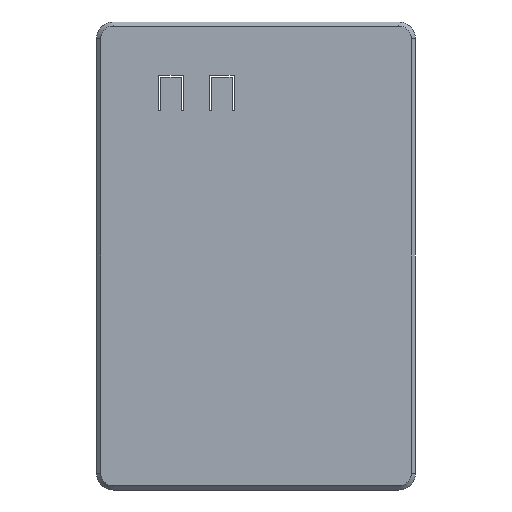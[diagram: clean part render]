
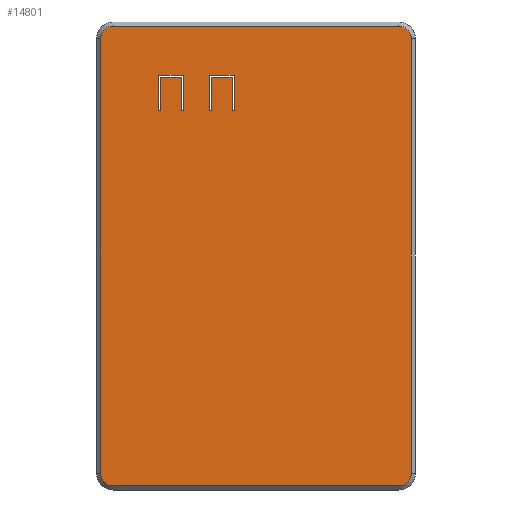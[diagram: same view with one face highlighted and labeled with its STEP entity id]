
A CAD part, front view. The second image highlights one B-rep face of the part: STEP entity #14801.
In plain terms, the highlighted planar face has unit normal (0, -1, 0).
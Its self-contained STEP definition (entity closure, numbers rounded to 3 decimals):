
#139=FACE_BOUND('',#2850,.T.);
#140=FACE_BOUND('',#2851,.T.);
#222=CIRCLE('',#15266,3.);
#224=CIRCLE('',#15270,3.);
#226=CIRCLE('',#15274,3.);
#228=CIRCLE('',#15278,3.);
#2031=FACE_OUTER_BOUND('',#2849,.T.);
#2849=EDGE_LOOP('',(#13621,#13622,#13623,#13624,#13625,#13626,#13627,#13628));
#2850=EDGE_LOOP('',(#13629,#13630,#13631,#13632,#13633,#13634,#13635,#13636));
#2851=EDGE_LOOP('',(#13637,#13638,#13639,#13640,#13641,#13642,#13643,#13644));
#3066=LINE('',#18674,#4458);
#3070=LINE('',#18682,#4462);
#3076=LINE('',#18694,#4468);
#3080=LINE('',#18702,#4472);
#3087=LINE('',#18717,#4479);
#3091=LINE('',#18725,#4483);
#3094=LINE('',#18731,#4486);
#3097=LINE('',#18736,#4489);
#3099=LINE('',#18738,#4491);
#3100=LINE('',#18740,#4492);
#3101=LINE('',#18744,#4493);
#3105=LINE('',#18752,#4497);
#3108=LINE('',#18757,#4500);
#3111=LINE('',#18762,#4503);
#3112=LINE('',#18764,#4504);
#3113=LINE('',#18766,#4505);
#4230=LINE('',#28147,#5622);
#4235=LINE('',#28159,#5627);
#4238=LINE('',#28168,#5630);
#4241=LINE('',#28179,#5633);
#4458=VECTOR('',#15672,10.);
#4462=VECTOR('',#15678,10.);
#4468=VECTOR('',#15686,10.);
#4472=VECTOR('',#15692,10.);
#4479=VECTOR('',#15709,10.);
#4483=VECTOR('',#15715,10.);
#4486=VECTOR('',#15720,10.);
#4489=VECTOR('',#15725,10.);
#4491=VECTOR('',#15727,10.);
#4492=VECTOR('',#15730,10.);
#4493=VECTOR('',#15733,10.);
#4497=VECTOR('',#15739,10.);
#4500=VECTOR('',#15744,10.);
#4503=VECTOR('',#15747,10.);
#4504=VECTOR('',#15750,10.);
#4505=VECTOR('',#15753,10.);
#5622=VECTOR('',#17554,10.);
#5627=VECTOR('',#17567,10.);
#5630=VECTOR('',#17578,10.);
#5633=VECTOR('',#17589,10.);
#5836=VERTEX_POINT('',#18671);
#5837=VERTEX_POINT('',#18673);
#5839=VERTEX_POINT('',#18679);
#5840=VERTEX_POINT('',#18681);
#5844=VERTEX_POINT('',#18691);
#5845=VERTEX_POINT('',#18693);
#5847=VERTEX_POINT('',#18699);
#5848=VERTEX_POINT('',#18701);
#5850=VERTEX_POINT('',#18715);
#5851=VERTEX_POINT('',#18716);
#5854=VERTEX_POINT('',#18724);
#5856=VERTEX_POINT('',#18730);
#5858=VERTEX_POINT('',#18742);
#5859=VERTEX_POINT('',#18743);
#5862=VERTEX_POINT('',#18751);
#5865=VERTEX_POINT('',#18760);
#7082=VERTEX_POINT('',#28144);
#7083=VERTEX_POINT('',#28146);
#7085=VERTEX_POINT('',#28153);
#7086=VERTEX_POINT('',#28157);
#7087=VERTEX_POINT('',#28162);
#7088=VERTEX_POINT('',#28166);
#7090=VERTEX_POINT('',#28172);
#7092=VERTEX_POINT('',#28177);
#7376=EDGE_CURVE('',#5837,#5836,#3066,.T.);
#7380=EDGE_CURVE('',#5840,#5839,#3070,.T.);
#7386=EDGE_CURVE('',#5845,#5844,#3076,.T.);
#7390=EDGE_CURVE('',#5848,#5847,#3080,.T.);
#7397=EDGE_CURVE('',#5850,#5851,#3087,.T.);
#7401=EDGE_CURVE('',#5851,#5854,#3091,.T.);
#7404=EDGE_CURVE('',#5854,#5856,#3094,.T.);
#7407=EDGE_CURVE('',#5856,#5845,#3097,.T.);
#7409=EDGE_CURVE('',#5847,#5850,#3099,.T.);
#7410=EDGE_CURVE('',#5844,#5848,#3100,.T.);
#7411=EDGE_CURVE('',#5858,#5859,#3101,.T.);
#7415=EDGE_CURVE('',#5859,#5862,#3105,.T.);
#7418=EDGE_CURVE('',#5862,#5837,#3108,.T.);
#7421=EDGE_CURVE('',#5839,#5865,#3111,.T.);
#7422=EDGE_CURVE('',#5836,#5840,#3112,.T.);
#7423=EDGE_CURVE('',#5865,#5858,#3113,.T.);
#9256=EDGE_CURVE('',#7082,#7083,#4230,.T.);
#9261=EDGE_CURVE('',#7085,#7082,#222,.T.);
#9263=EDGE_CURVE('',#7086,#7085,#4235,.T.);
#9266=EDGE_CURVE('',#7087,#7086,#224,.T.);
#9268=EDGE_CURVE('',#7088,#7087,#4238,.T.);
#9271=EDGE_CURVE('',#7090,#7088,#226,.T.);
#9273=EDGE_CURVE('',#7092,#7090,#4241,.T.);
#9276=EDGE_CURVE('',#7083,#7092,#228,.T.);
#13621=ORIENTED_EDGE('',*,*,#9256,.F.);
#13622=ORIENTED_EDGE('',*,*,#9261,.F.);
#13623=ORIENTED_EDGE('',*,*,#9263,.F.);
#13624=ORIENTED_EDGE('',*,*,#9266,.F.);
#13625=ORIENTED_EDGE('',*,*,#9268,.F.);
#13626=ORIENTED_EDGE('',*,*,#9271,.F.);
#13627=ORIENTED_EDGE('',*,*,#9273,.F.);
#13628=ORIENTED_EDGE('',*,*,#9276,.F.);
#13629=ORIENTED_EDGE('',*,*,#7404,.T.);
#13630=ORIENTED_EDGE('',*,*,#7407,.T.);
#13631=ORIENTED_EDGE('',*,*,#7386,.T.);
#13632=ORIENTED_EDGE('',*,*,#7410,.T.);
#13633=ORIENTED_EDGE('',*,*,#7390,.T.);
#13634=ORIENTED_EDGE('',*,*,#7409,.T.);
#13635=ORIENTED_EDGE('',*,*,#7397,.T.);
#13636=ORIENTED_EDGE('',*,*,#7401,.T.);
#13637=ORIENTED_EDGE('',*,*,#7422,.T.);
#13638=ORIENTED_EDGE('',*,*,#7380,.T.);
#13639=ORIENTED_EDGE('',*,*,#7421,.T.);
#13640=ORIENTED_EDGE('',*,*,#7423,.T.);
#13641=ORIENTED_EDGE('',*,*,#7411,.T.);
#13642=ORIENTED_EDGE('',*,*,#7415,.T.);
#13643=ORIENTED_EDGE('',*,*,#7418,.T.);
#13644=ORIENTED_EDGE('',*,*,#7376,.T.);
#14029=PLANE('',#15282);
#14801=ADVANCED_FACE('',(#2031,#139,#140),#14029,.F.);
#15266=AXIS2_PLACEMENT_3D('',#28155,#17562,#17563);
#15270=AXIS2_PLACEMENT_3D('',#28164,#17573,#17574);
#15274=AXIS2_PLACEMENT_3D('',#28174,#17584,#17585);
#15278=AXIS2_PLACEMENT_3D('',#28183,#17595,#17596);
#15282=AXIS2_PLACEMENT_3D('',#28189,#17605,#17606);
#15672=DIRECTION('',(0.,0.,1.));
#15678=DIRECTION('',(0.,0.,-1.));
#15686=DIRECTION('',(0.,0.,1.));
#15692=DIRECTION('',(0.,0.,-1.));
#15709=DIRECTION('',(0.,0.,1.));
#15715=DIRECTION('',(1.,0.,0.));
#15720=DIRECTION('',(0.,0.,-1.));
#15725=DIRECTION('',(-1.,0.,0.));
#15727=DIRECTION('',(-1.,0.,0.));
#15730=DIRECTION('',(-1.,0.,0.));
#15733=DIRECTION('',(1.,0.,0.));
#15739=DIRECTION('',(0.,0.,-1.));
#15744=DIRECTION('',(-1.,0.,0.));
#15747=DIRECTION('',(-1.,0.,0.));
#15750=DIRECTION('',(-1.,0.,0.));
#15753=DIRECTION('',(0.,0.,1.));
#17554=DIRECTION('',(1.,0.,0.));
#17562=DIRECTION('center_axis',(0.,1.,0.));
#17563=DIRECTION('ref_axis',(-0.707,0.,0.707));
#17567=DIRECTION('',(0.,0.,1.));
#17573=DIRECTION('center_axis',(0.,1.,0.));
#17574=DIRECTION('ref_axis',(-0.707,0.,-0.707));
#17578=DIRECTION('',(-1.,0.,0.));
#17584=DIRECTION('center_axis',(0.,1.,0.));
#17585=DIRECTION('ref_axis',(0.707,0.,-0.707));
#17589=DIRECTION('',(0.,0.,-1.));
#17595=DIRECTION('center_axis',(0.,1.,0.));
#17596=DIRECTION('ref_axis',(0.707,0.,0.707));
#17605=DIRECTION('center_axis',(0.,1.,0.));
#17606=DIRECTION('ref_axis',(1.,0.,0.));
#18671=CARTESIAN_POINT('',(-5.75,0.,43.));
#18673=CARTESIAN_POINT('',(-5.75,0.,35.));
#18674=CARTESIAN_POINT('',(-5.75,0.,21.5));
#18679=CARTESIAN_POINT('',(-10.75,0.,35.));
#18681=CARTESIAN_POINT('',(-10.75,0.,43.));
#18682=CARTESIAN_POINT('',(-10.75,0.,17.5));
#18691=CARTESIAN_POINT('',(-17.95,0.,43.));
#18693=CARTESIAN_POINT('',(-17.95,0.,35.));
#18694=CARTESIAN_POINT('',(-17.95,0.,21.5));
#18699=CARTESIAN_POINT('',(-22.95,0.,35.));
#18701=CARTESIAN_POINT('',(-22.95,0.,43.));
#18702=CARTESIAN_POINT('',(-22.95,0.,17.5));
#18715=CARTESIAN_POINT('',(-23.45,0.,35.));
#18716=CARTESIAN_POINT('',(-23.45,0.,43.5));
#18717=CARTESIAN_POINT('',(-23.45,0.,21.75));
#18724=CARTESIAN_POINT('',(-17.45,0.,43.5));
#18725=CARTESIAN_POINT('',(-8.725,0.,43.5));
#18730=CARTESIAN_POINT('',(-17.45,0.,35.));
#18731=CARTESIAN_POINT('',(-17.45,0.,17.5));
#18736=CARTESIAN_POINT('',(-8.975,0.,35.));
#18738=CARTESIAN_POINT('',(-11.725,0.,35.));
#18740=CARTESIAN_POINT('',(-11.475,0.,43.));
#18742=CARTESIAN_POINT('',(-11.25,0.,43.5));
#18743=CARTESIAN_POINT('',(-5.25,0.,43.5));
#18744=CARTESIAN_POINT('',(-2.625,0.,43.5));
#18751=CARTESIAN_POINT('',(-5.25,0.,35.));
#18752=CARTESIAN_POINT('',(-5.25,0.,17.5));
#18757=CARTESIAN_POINT('',(-2.875,0.,35.));
#18760=CARTESIAN_POINT('',(-11.25,0.,35.));
#18762=CARTESIAN_POINT('',(-5.625,0.,35.));
#18764=CARTESIAN_POINT('',(-5.375,0.,43.));
#18766=CARTESIAN_POINT('',(-11.25,0.,21.75));
#28144=CARTESIAN_POINT('',(-34.35,0.,55.3));
#28146=CARTESIAN_POINT('',(34.35,0.,55.3));
#28147=CARTESIAN_POINT('',(-19.175,0.,55.3));
#28153=CARTESIAN_POINT('',(-37.35,0.,52.3));
#28155=CARTESIAN_POINT('Origin',(-34.35,0.,52.3));
#28157=CARTESIAN_POINT('',(-37.35,0.,-52.3));
#28159=CARTESIAN_POINT('',(-37.35,0.,-28.15));
#28162=CARTESIAN_POINT('',(-34.35,0.,-55.3));
#28164=CARTESIAN_POINT('Origin',(-34.35,0.,-52.3));
#28166=CARTESIAN_POINT('',(34.35,0.,-55.3));
#28168=CARTESIAN_POINT('',(19.175,0.,-55.3));
#28172=CARTESIAN_POINT('',(37.35,0.,-52.3));
#28174=CARTESIAN_POINT('Origin',(34.35,0.,-52.3));
#28177=CARTESIAN_POINT('',(37.35,0.,52.3));
#28179=CARTESIAN_POINT('',(37.35,0.,28.15));
#28183=CARTESIAN_POINT('Origin',(34.35,0.,52.3));
#28189=CARTESIAN_POINT('Origin',(0.,0.,0.));
